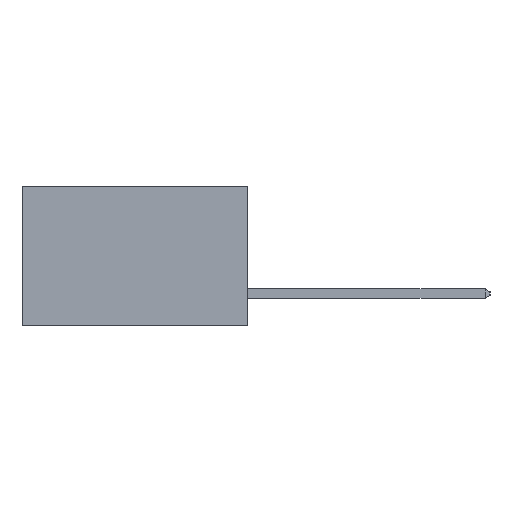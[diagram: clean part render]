
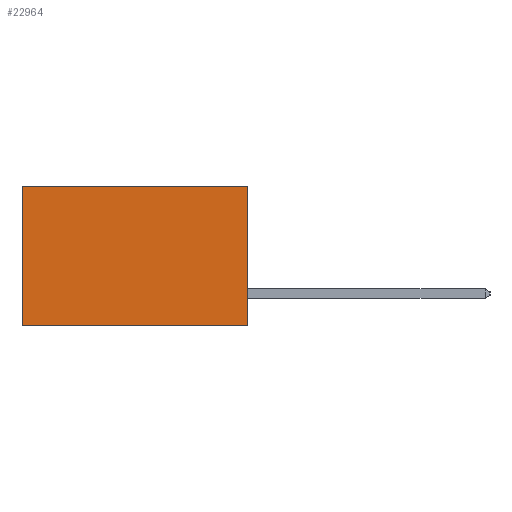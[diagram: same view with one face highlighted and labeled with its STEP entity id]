
A CAD part, left-side view. The second image highlights one B-rep face of the part: STEP entity #22964.
In plain terms, the highlighted planar face has unit normal (-1, 0, 0).
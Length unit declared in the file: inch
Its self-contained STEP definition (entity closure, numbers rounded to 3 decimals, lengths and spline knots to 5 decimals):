
#231 = VERTEX_POINT ( 'NONE', #14315 ) ;
#1197 = AXIS2_PLACEMENT_3D ( 'NONE', #13283, #13356, #2517 ) ;
#2018 = CARTESIAN_POINT ( 'NONE',  ( 0.298, 0., 0. ) ) ;
#2076 = DIRECTION ( 'NONE',  ( 0., 1., 0. ) ) ;
#2517 = DIRECTION ( 'NONE',  ( 0., 0., -1. ) ) ;
#2852 = LINE ( 'NONE', #2018, #16521 ) ;
#3922 = DIRECTION ( 'NONE',  ( 0., 1., 0. ) ) ;
#4172 = FACE_OUTER_BOUND ( 'NONE', #11617, .T. ) ;
#4685 = VERTEX_POINT ( 'NONE', #13774 ) ;
#5115 = CARTESIAN_POINT ( 'NONE',  ( 0.298, 0.6, 0. ) ) ;
#7932 = VERTEX_POINT ( 'NONE', #14002 ) ;
#8443 = VECTOR ( 'NONE', #2076, 39.37008 ) ;
#8996 = LINE ( 'NONE', #14779, #8443 ) ;
#10884 = ORIENTED_EDGE ( 'NONE', *, *, #12984, .T. ) ;
#11538 = PLANE ( 'NONE',  #1197 ) ;
#11617 = EDGE_LOOP ( 'NONE', ( #10884, #22434, #14329, #13206 ) ) ;
#12984 = EDGE_CURVE ( 'NONE', #4685, #20906, #13327, .T. ) ;
#13206 = ORIENTED_EDGE ( 'NONE', *, *, #13251, .T. ) ;
#13251 = EDGE_CURVE ( 'NONE', #7932, #4685, #2852, .T. ) ;
#13283 = CARTESIAN_POINT ( 'NONE',  ( 0.298, 0., 0. ) ) ;
#13327 = LINE ( 'NONE', #5115, #17880 ) ;
#13356 = DIRECTION ( 'NONE',  ( 1., 0., 0. ) ) ;
#13774 = CARTESIAN_POINT ( 'NONE',  ( 0.298, 0.6, 0. ) ) ;
#14002 = CARTESIAN_POINT ( 'NONE',  ( 0.298, 0., 0. ) ) ;
#14167 = LINE ( 'NONE', #16759, #17076 ) ;
#14315 = CARTESIAN_POINT ( 'NONE',  ( 0.298, 0., -0.37 ) ) ;
#14329 = ORIENTED_EDGE ( 'NONE', *, *, #19363, .F. ) ;
#14779 = CARTESIAN_POINT ( 'NONE',  ( 0.298, 0., -0.37 ) ) ;
#16521 = VECTOR ( 'NONE', #3922, 39.37008 ) ;
#16759 = CARTESIAN_POINT ( 'NONE',  ( 0.298, 0., 0. ) ) ;
#17076 = VECTOR ( 'NONE', #18516, 39.37008 ) ;
#17438 = DIRECTION ( 'NONE',  ( 0., 0., -1. ) ) ;
#17684 = EDGE_CURVE ( 'NONE', #231, #20906, #8996, .T. ) ;
#17880 = VECTOR ( 'NONE', #17438, 39.37008 ) ;
#18516 = DIRECTION ( 'NONE',  ( 0., 0., -1. ) ) ;
#19363 = EDGE_CURVE ( 'NONE', #7932, #231, #14167, .T. ) ;
#19494 = CARTESIAN_POINT ( 'NONE',  ( 0.298, 0.6, -0.37 ) ) ;
#20906 = VERTEX_POINT ( 'NONE', #19494 ) ;
#22434 = ORIENTED_EDGE ( 'NONE', *, *, #17684, .F. ) ;
#22964 = ADVANCED_FACE ( 'NONE', ( #4172 ), #11538, .F. ) ;
